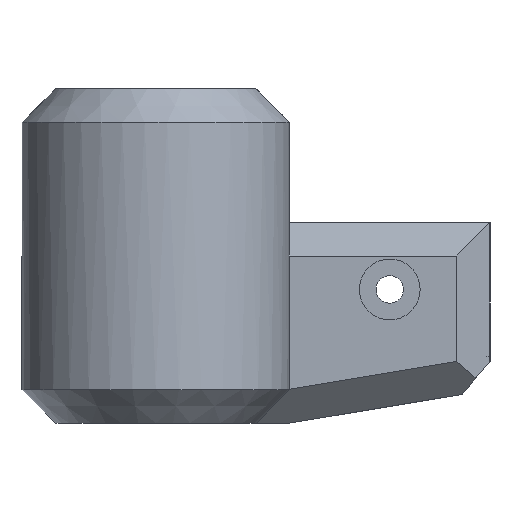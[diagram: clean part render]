
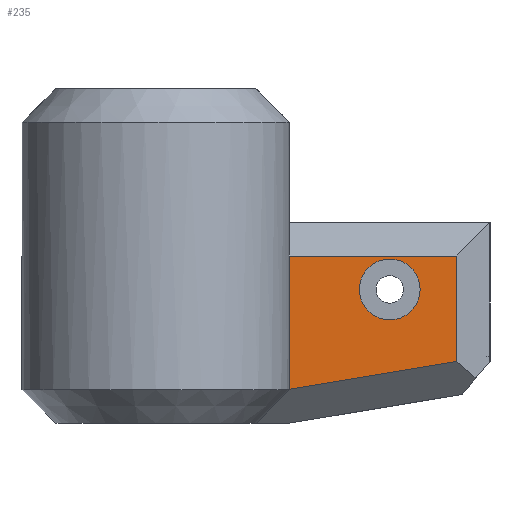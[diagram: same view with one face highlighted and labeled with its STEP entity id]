
A CAD part, left-side view. The second image highlights one B-rep face of the part: STEP entity #235.
In plain terms, the highlighted planar face has unit normal (-1, 0, 0).
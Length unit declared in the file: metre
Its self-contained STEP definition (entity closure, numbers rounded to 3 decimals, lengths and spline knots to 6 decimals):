
#235 = ADVANCED_FACE( '', ( #547, #548 ), #549, .T. );
#547 = FACE_BOUND( '', #930, .T. );
#548 = FACE_OUTER_BOUND( '', #931, .T. );
#549 = PLANE( '', #932 );
#930 = EDGE_LOOP( '', ( #1642 ) );
#931 = EDGE_LOOP( '', ( #1643, #1644, #1645, #1646 ) );
#932 = AXIS2_PLACEMENT_3D( '', #1647, #1648, #1649 );
#1642 = ORIENTED_EDGE( '', *, *, #2365, .F. );
#1643 = ORIENTED_EDGE( '', *, *, #2366, .T. );
#1644 = ORIENTED_EDGE( '', *, *, #2367, .T. );
#1645 = ORIENTED_EDGE( '', *, *, #2368, .T. );
#1646 = ORIENTED_EDGE( '', *, *, #2302, .T. );
#1647 = CARTESIAN_POINT( '', ( -0.0601, -0.035, 0.01 ) );
#1648 = DIRECTION( '', ( -1., 0., 0. ) );
#1649 = DIRECTION( '', ( 0., -1., 0. ) );
#2302 = EDGE_CURVE( '', #2771, #2769, #2772, .T. );
#2365 = EDGE_CURVE( '', #2868, #2868, #2869, .T. );
#2366 = EDGE_CURVE( '', #2769, #2870, #2871, .T. );
#2367 = EDGE_CURVE( '', #2870, #2872, #2873, .T. );
#2368 = EDGE_CURVE( '', #2872, #2771, #2874, .T. );
#2769 = VERTEX_POINT( '', #3433 );
#2771 = VERTEX_POINT( '', #3436 );
#2772 = LINE( '', #3437, #3438 );
#2868 = VERTEX_POINT( '', #3592 );
#2869 = CIRCLE( '', #3593, 0.00455 );
#2870 = VERTEX_POINT( '', #3594 );
#2871 = LINE( '', #3595, #3596 );
#2872 = VERTEX_POINT( '', #3597 );
#2873 = LINE( '', #3598, #3599 );
#2874 = LINE( '', #3600, #3601 );
#3433 = CARTESIAN_POINT( '', ( -0.0601, -0.02, 0.005069 ) );
#3436 = CARTESIAN_POINT( '', ( -0.0601, -0.02, 0.025 ) );
#3437 = CARTESIAN_POINT( '', ( -0.0601, -0.02, 0.01 ) );
#3438 = VECTOR( '', #4099, 1. );
#3592 = CARTESIAN_POINT( '', ( -0.0601, -0.03955, 0.02 ) );
#3593 = AXIS2_PLACEMENT_3D( '', #4173, #4174, #4175 );
#3594 = CARTESIAN_POINT( '', ( -0.0601, -0.045, 0.009236 ) );
#3595 = CARTESIAN_POINT( '', ( -0.0601, -0.035394, 0.007635 ) );
#3596 = VECTOR( '', #4176, 1. );
#3597 = CARTESIAN_POINT( '', ( -0.0601, -0.045, 0.025 ) );
#3598 = CARTESIAN_POINT( '', ( -0.0601, -0.045, 0.01 ) );
#3599 = VECTOR( '', #4177, 1. );
#3600 = CARTESIAN_POINT( '', ( -0.0601, -0.035, 0.025 ) );
#3601 = VECTOR( '', #4178, 1. );
#4099 = DIRECTION( '', ( 0., 0., -1. ) );
#4173 = CARTESIAN_POINT( '', ( -0.0601, -0.035, 0.02 ) );
#4174 = DIRECTION( '', ( -1., 0., 0. ) );
#4175 = DIRECTION( '', ( 0., -1., 0. ) );
#4176 = DIRECTION( '', ( 0., -0.986, 0.164 ) );
#4177 = DIRECTION( '', ( 0., 0., 1. ) );
#4178 = DIRECTION( '', ( 0., 1., 0. ) );
